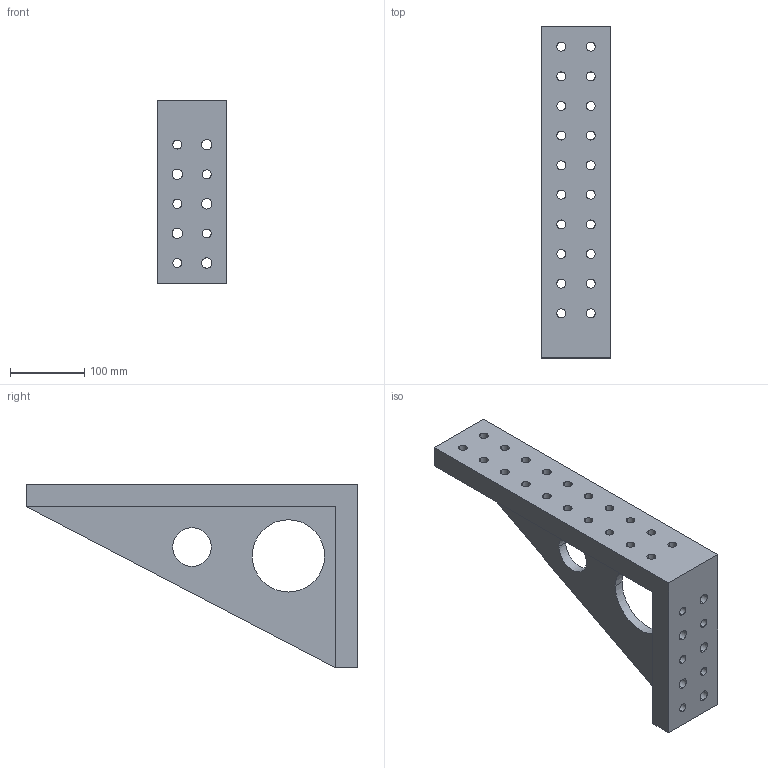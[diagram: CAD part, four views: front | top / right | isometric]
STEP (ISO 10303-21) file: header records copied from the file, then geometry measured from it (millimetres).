
FILE_DESCRIPTION(('produced by SPATIAL CORP'),'2;1');
FILE_NAME( 'Angle.hh.sat.stp','2002-04-19T11:16:07+00:00',('SPATIAL CORP'),('SPATIAL CORP'), 'ACIS STEP Husk','http://www.spatial.com','SPATIAL CORP');
FILE_SCHEMA(('CONFIG_CONTROL_DESIGN'));
Length unit declared in the file: millimetre
Products named in the file (1): PRODUCT_ID_1
Bounding box: 94 x 448 x 248 mm (x, y, z)
Volume: 2260030.9 mm3; surface area: 274889.4 mm2
Topology: 1 solids, 1 shells, 92 faces, 260 edges, 170 vertices
Faces by surface type: cylinder 64, plane 18, cone 10
Entity records: 2705 total; most frequent: ORIENTED_EDGE 520, CARTESIAN_POINT 412, DIRECTION 362, EDGE_CURVE 260, VERTEX_POINT 170, EDGE_LOOP 156, FACE_BOUND 156, VECTOR 122
